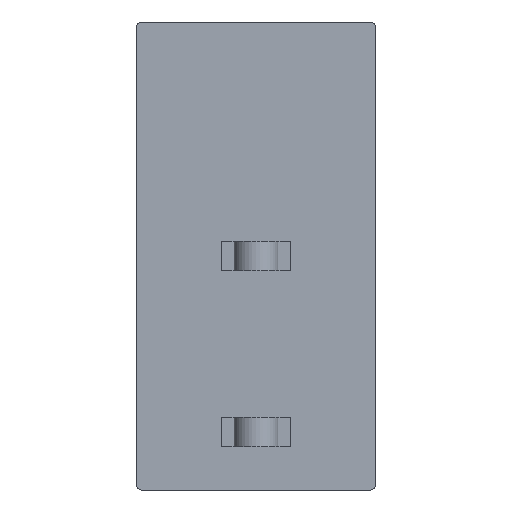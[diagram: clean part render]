
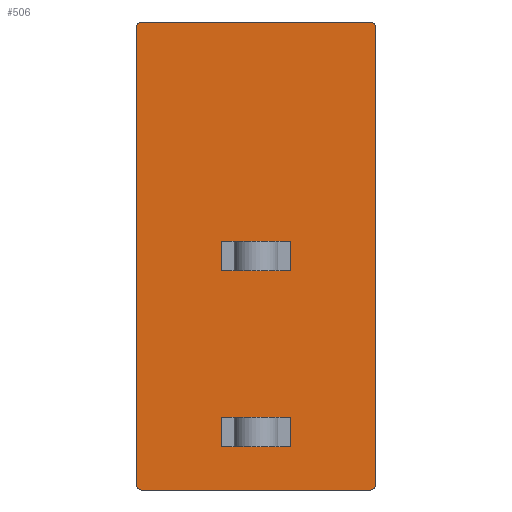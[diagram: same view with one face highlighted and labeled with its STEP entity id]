
A CAD part, front view. The second image highlights one B-rep face of the part: STEP entity #506.
In plain terms, the highlighted planar face has unit normal (0, -1, 0).
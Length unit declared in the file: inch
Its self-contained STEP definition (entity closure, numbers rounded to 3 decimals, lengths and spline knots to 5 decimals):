
#17=FACE_BOUND('',#75,.T.);
#18=FACE_BOUND('',#76,.T.);
#22=PLANE('',#541);
#46=FACE_OUTER_BOUND('',#74,.T.);
#74=EDGE_LOOP('',(#375,#376,#377,#378,#379,#380,#381,#382));
#75=EDGE_LOOP('',(#383,#384,#385,#386));
#76=EDGE_LOOP('',(#387,#388,#389,#390));
#101=LINE('',#726,#161);
#110=LINE('',#745,#170);
#115=LINE('',#761,#175);
#116=LINE('',#765,#176);
#117=LINE('',#768,#177);
#118=LINE('',#769,#178);
#119=LINE('',#771,#179);
#120=LINE('',#772,#180);
#121=LINE('',#775,#181);
#122=LINE('',#777,#182);
#123=LINE('',#779,#183);
#124=LINE('',#780,#184);
#161=VECTOR('',#583,0.073);
#170=VECTOR('',#596,0.031);
#175=VECTOR('',#611,0.24076);
#176=VECTOR('',#614,0.48176);
#177=VECTOR('',#617,0.24076);
#178=VECTOR('',#618,0.48176);
#179=VECTOR('',#619,0.031);
#180=VECTOR('',#620,0.073);
#181=VECTOR('',#621,0.031);
#182=VECTOR('',#622,0.073);
#183=VECTOR('',#623,0.031);
#184=VECTOR('',#624,0.073);
#219=CIRCLE('',#532,0.00512);
#222=CIRCLE('',#539,0.00512);
#224=CIRCLE('',#542,0.00512);
#225=CIRCLE('',#543,0.00512);
#231=VERTEX_POINT('',#715);
#232=VERTEX_POINT('',#716);
#235=VERTEX_POINT('',#724);
#236=VERTEX_POINT('',#725);
#243=VERTEX_POINT('',#741);
#246=VERTEX_POINT('',#751);
#247=VERTEX_POINT('',#752);
#250=VERTEX_POINT('',#760);
#251=VERTEX_POINT('',#762);
#252=VERTEX_POINT('',#764);
#253=VERTEX_POINT('',#766);
#254=VERTEX_POINT('',#770);
#255=VERTEX_POINT('',#773);
#256=VERTEX_POINT('',#774);
#257=VERTEX_POINT('',#776);
#258=VERTEX_POINT('',#778);
#279=EDGE_CURVE('',#231,#232,#219,.T.);
#283=EDGE_CURVE('',#235,#236,#101,.T.);
#293=EDGE_CURVE('',#236,#243,#110,.T.);
#296=EDGE_CURVE('',#246,#247,#222,.T.);
#300=EDGE_CURVE('',#250,#231,#115,.T.);
#301=EDGE_CURVE('',#251,#250,#224,.T.);
#302=EDGE_CURVE('',#252,#251,#116,.T.);
#303=EDGE_CURVE('',#253,#252,#225,.T.);
#304=EDGE_CURVE('',#247,#253,#117,.T.);
#305=EDGE_CURVE('',#232,#246,#118,.T.);
#306=EDGE_CURVE('',#235,#254,#119,.T.);
#307=EDGE_CURVE('',#254,#243,#120,.T.);
#308=EDGE_CURVE('',#255,#256,#121,.T.);
#309=EDGE_CURVE('',#257,#255,#122,.T.);
#310=EDGE_CURVE('',#257,#258,#123,.T.);
#311=EDGE_CURVE('',#258,#256,#124,.T.);
#375=ORIENTED_EDGE('',*,*,#279,.F.);
#376=ORIENTED_EDGE('',*,*,#300,.F.);
#377=ORIENTED_EDGE('',*,*,#301,.F.);
#378=ORIENTED_EDGE('',*,*,#302,.F.);
#379=ORIENTED_EDGE('',*,*,#303,.F.);
#380=ORIENTED_EDGE('',*,*,#304,.F.);
#381=ORIENTED_EDGE('',*,*,#296,.F.);
#382=ORIENTED_EDGE('',*,*,#305,.F.);
#383=ORIENTED_EDGE('',*,*,#293,.F.);
#384=ORIENTED_EDGE('',*,*,#283,.F.);
#385=ORIENTED_EDGE('',*,*,#306,.T.);
#386=ORIENTED_EDGE('',*,*,#307,.T.);
#387=ORIENTED_EDGE('',*,*,#308,.F.);
#388=ORIENTED_EDGE('',*,*,#309,.F.);
#389=ORIENTED_EDGE('',*,*,#310,.T.);
#390=ORIENTED_EDGE('',*,*,#311,.T.);
#506=ADVANCED_FACE('',(#46,#17,#18),#22,.F.);
#532=AXIS2_PLACEMENT_3D('',#717,#575,#576);
#539=AXIS2_PLACEMENT_3D('',#753,#603,#604);
#541=AXIS2_PLACEMENT_3D('',#759,#609,#610);
#542=AXIS2_PLACEMENT_3D('',#763,#612,#613);
#543=AXIS2_PLACEMENT_3D('',#767,#615,#616);
#575=DIRECTION('center_axis',(0.,1.,0.));
#576=DIRECTION('ref_axis',(1.,0.,0.));
#583=DIRECTION('',(-1.,0.,0.));
#596=DIRECTION('',(0.,0.,-1.));
#603=DIRECTION('center_axis',(0.,1.,0.));
#604=DIRECTION('ref_axis',(1.,0.,0.));
#609=DIRECTION('center_axis',(0.,1.,0.));
#610=DIRECTION('ref_axis',(0.,0.,1.));
#611=DIRECTION('',(-1.,0.,0.));
#612=DIRECTION('center_axis',(0.,1.,0.));
#613=DIRECTION('ref_axis',(1.,0.,0.));
#614=DIRECTION('',(0.,0.,-1.));
#615=DIRECTION('center_axis',(0.,1.,0.));
#616=DIRECTION('ref_axis',(1.,0.,0.));
#617=DIRECTION('',(1.,0.,0.));
#618=DIRECTION('',(0.,0.,1.));
#619=DIRECTION('',(0.,0.,-1.));
#620=DIRECTION('',(-1.,0.,0.));
#621=DIRECTION('',(0.,0.,-1.));
#622=DIRECTION('',(-1.,0.,0.));
#623=DIRECTION('',(0.,0.,-1.));
#624=DIRECTION('',(-1.,0.,0.));
#715=CARTESIAN_POINT('',(-0.12038,0.,-0.246));
#716=CARTESIAN_POINT('',(-0.1255,0.,-0.24088));
#717=CARTESIAN_POINT('Origin',(-0.12038,0.,-0.24088));
#724=CARTESIAN_POINT('',(0.0365,0.,0.0155));
#725=CARTESIAN_POINT('',(-0.0365,0.,0.0155));
#726=CARTESIAN_POINT('',(0.0365,0.,0.0155));
#741=CARTESIAN_POINT('',(-0.0365,0.,-0.0155));
#745=CARTESIAN_POINT('',(-0.0365,0.,0.0155));
#751=CARTESIAN_POINT('',(-0.1255,0.,0.24088));
#752=CARTESIAN_POINT('',(-0.12038,0.,0.246));
#753=CARTESIAN_POINT('Origin',(-0.12038,0.,0.24088));
#759=CARTESIAN_POINT('Origin',(-0.12038,0.,-0.24088));
#760=CARTESIAN_POINT('',(0.12038,0.,-0.246));
#761=CARTESIAN_POINT('',(0.12038,0.,-0.246));
#762=CARTESIAN_POINT('',(0.1255,0.,-0.24088));
#763=CARTESIAN_POINT('Origin',(0.12038,0.,-0.24088));
#764=CARTESIAN_POINT('',(0.1255,0.,0.24088));
#765=CARTESIAN_POINT('',(0.1255,0.,0.24088));
#766=CARTESIAN_POINT('',(0.12038,0.,0.246));
#767=CARTESIAN_POINT('Origin',(0.12038,0.,0.24088));
#768=CARTESIAN_POINT('',(-0.12038,0.,0.246));
#769=CARTESIAN_POINT('',(-0.1255,0.,-0.24088));
#770=CARTESIAN_POINT('',(0.0365,0.,-0.0155));
#771=CARTESIAN_POINT('',(0.0365,0.,0.0155));
#772=CARTESIAN_POINT('',(0.0365,0.,-0.0155));
#773=CARTESIAN_POINT('',(-0.0365,0.,-0.1695));
#774=CARTESIAN_POINT('',(-0.0365,0.,-0.2005));
#775=CARTESIAN_POINT('',(-0.0365,0.,-0.1695));
#776=CARTESIAN_POINT('',(0.0365,0.,-0.1695));
#777=CARTESIAN_POINT('',(0.0365,0.,-0.1695));
#778=CARTESIAN_POINT('',(0.0365,0.,-0.2005));
#779=CARTESIAN_POINT('',(0.0365,0.,-0.1695));
#780=CARTESIAN_POINT('',(0.0365,0.,-0.2005));
